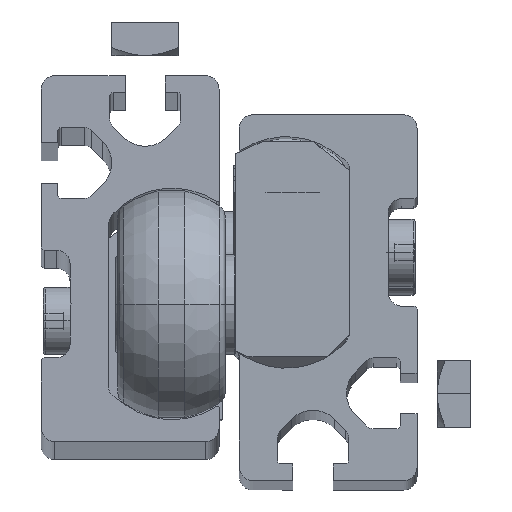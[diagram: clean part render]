
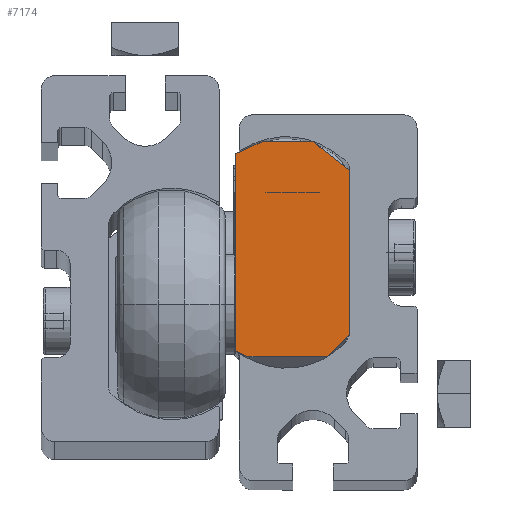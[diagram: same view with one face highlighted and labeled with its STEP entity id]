
A CAD part, top view. The second image highlights one B-rep face of the part: STEP entity #7174.
In plain terms, the highlighted face is planar.
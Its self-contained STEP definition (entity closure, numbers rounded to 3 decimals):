
#281 = CARTESIAN_POINT ( 'NONE',  ( -19., -12.2, 8.5 ) ) ;
#284 = CARTESIAN_POINT ( 'NONE',  ( -19., 16.5, -4.6 ) ) ;
#593 = EDGE_CURVE ( 'NONE', #945, #15516, #5352, .T. ) ;
#663 = CARTESIAN_POINT ( 'NONE',  ( -19., 16.5, -4.6 ) ) ;
#945 = VERTEX_POINT ( 'NONE', #663 ) ;
#1332 = CARTESIAN_POINT ( 'NONE',  ( -19., -15.5, 5.2 ) ) ;
#2143 = DIRECTION ( 'NONE',  ( -1., 0., 0. ) ) ;
#2389 = LINE ( 'NONE', #12180, #20448 ) ;
#2407 = ORIENTED_EDGE ( 'NONE', *, *, #593, .T. ) ;
#2702 = LINE ( 'NONE', #19971, #14040 ) ;
#2865 = VERTEX_POINT ( 'NONE', #281 ) ;
#3003 = LINE ( 'NONE', #1332, #7084 ) ;
#3026 = VERTEX_POINT ( 'NONE', #18235 ) ;
#3134 = CARTESIAN_POINT ( 'NONE',  ( -19., 16.5, -4.6 ) ) ;
#5352 = LINE ( 'NONE', #284, #10721 ) ;
#5483 = FACE_OUTER_BOUND ( 'NONE', #8313, .T. ) ;
#5682 = PLANE ( 'NONE',  #18421 ) ;
#6477 = EDGE_CURVE ( 'NONE', #15943, #13501, #3003, .T. ) ;
#7084 = VECTOR ( 'NONE', #9312, 1000. ) ;
#7174 = ADVANCED_FACE ( 'NONE', ( #5483 ), #5682, .T. ) ;
#7252 = DIRECTION ( 'NONE',  ( 0., 1., 0. ) ) ;
#7258 = VERTEX_POINT ( 'NONE', #14866 ) ;
#7889 = LINE ( 'NONE', #3134, #16014 ) ;
#8265 = VECTOR ( 'NONE', #16455, 1000. ) ;
#8313 = EDGE_LOOP ( 'NONE', ( #18334, #8783, #2407, #19480, #8888, #9577, #12800, #18569 ) ) ;
#8783 = ORIENTED_EDGE ( 'NONE', *, *, #13844, .F. ) ;
#8888 = ORIENTED_EDGE ( 'NONE', *, *, #18645, .T. ) ;
#9312 = DIRECTION ( 'NONE',  ( 0., 0., -1. ) ) ;
#9443 = DIRECTION ( 'NONE',  ( 0., 0., 1. ) ) ;
#9501 = EDGE_CURVE ( 'NONE', #2865, #7258, #2389, .T. ) ;
#9577 = ORIENTED_EDGE ( 'NONE', *, *, #6477, .F. ) ;
#10721 = VECTOR ( 'NONE', #16090, 1000. ) ;
#11232 = LINE ( 'NONE', #19245, #8265 ) ;
#11595 = VECTOR ( 'NONE', #17276, 1000. ) ;
#12180 = CARTESIAN_POINT ( 'NONE',  ( -19., -12.2, 8.5 ) ) ;
#12194 = CARTESIAN_POINT ( 'NONE',  ( -19., -15.5, 5.2 ) ) ;
#12800 = ORIENTED_EDGE ( 'NONE', *, *, #15993, .F. ) ;
#13501 = VERTEX_POINT ( 'NONE', #14628 ) ;
#13844 = EDGE_CURVE ( 'NONE', #945, #3026, #7889, .T. ) ;
#14040 = VECTOR ( 'NONE', #18508, 1000. ) ;
#14107 = EDGE_CURVE ( 'NONE', #15516, #18787, #2702, .T. ) ;
#14628 = CARTESIAN_POINT ( 'NONE',  ( -19., -15.5, -6.7 ) ) ;
#14866 = CARTESIAN_POINT ( 'NONE',  ( -19., 12.203, 8.5 ) ) ;
#15516 = VERTEX_POINT ( 'NONE', #16420 ) ;
#15943 = VERTEX_POINT ( 'NONE', #12194 ) ;
#15993 = EDGE_CURVE ( 'NONE', #2865, #15943, #20173, .T. ) ;
#16014 = VECTOR ( 'NONE', #9443, 1000. ) ;
#16090 = DIRECTION ( 'NONE',  ( 0., -0.423, -0.906 ) ) ;
#16420 = CARTESIAN_POINT ( 'NONE',  ( -19., 14.681, -8.5 ) ) ;
#16455 = DIRECTION ( 'NONE',  ( 0., 0.616, -0.788 ) ) ;
#16831 = DIRECTION ( 'NONE',  ( 0., 0., 1. ) ) ;
#17030 = CARTESIAN_POINT ( 'NONE',  ( -19., -14.661, -8.5 ) ) ;
#17276 = DIRECTION ( 'NONE',  ( 0., -0.707, -0.707 ) ) ;
#18068 = EDGE_CURVE ( 'NONE', #7258, #3026, #11232, .T. ) ;
#18235 = CARTESIAN_POINT ( 'NONE',  ( -19., 16.5, 3. ) ) ;
#18250 = CARTESIAN_POINT ( 'NONE',  ( -19., 1.5, 22.2 ) ) ;
#18257 = DIRECTION ( 'NONE',  ( 0., -0.423, 0.906 ) ) ;
#18334 = ORIENTED_EDGE ( 'NONE', *, *, #18068, .T. ) ;
#18421 = AXIS2_PLACEMENT_3D ( 'NONE', #18250, #2143, #16831 ) ;
#18508 = DIRECTION ( 'NONE',  ( 0., -1., 0. ) ) ;
#18569 = ORIENTED_EDGE ( 'NONE', *, *, #9501, .T. ) ;
#18645 = EDGE_CURVE ( 'NONE', #18787, #13501, #19835, .T. ) ;
#18787 = VERTEX_POINT ( 'NONE', #17030 ) ;
#18837 = CARTESIAN_POINT ( 'NONE',  ( -19., -12.2, 8.5 ) ) ;
#19245 = CARTESIAN_POINT ( 'NONE',  ( -19., 12.203, 8.5 ) ) ;
#19277 = VECTOR ( 'NONE', #18257, 1000. ) ;
#19480 = ORIENTED_EDGE ( 'NONE', *, *, #14107, .T. ) ;
#19835 = LINE ( 'NONE', #20021, #19277 ) ;
#19971 = CARTESIAN_POINT ( 'NONE',  ( -19., 14.681, -8.5 ) ) ;
#20021 = CARTESIAN_POINT ( 'NONE',  ( -19., -14.661, -8.5 ) ) ;
#20173 = LINE ( 'NONE', #18837, #11595 ) ;
#20448 = VECTOR ( 'NONE', #7252, 1000. ) ;
